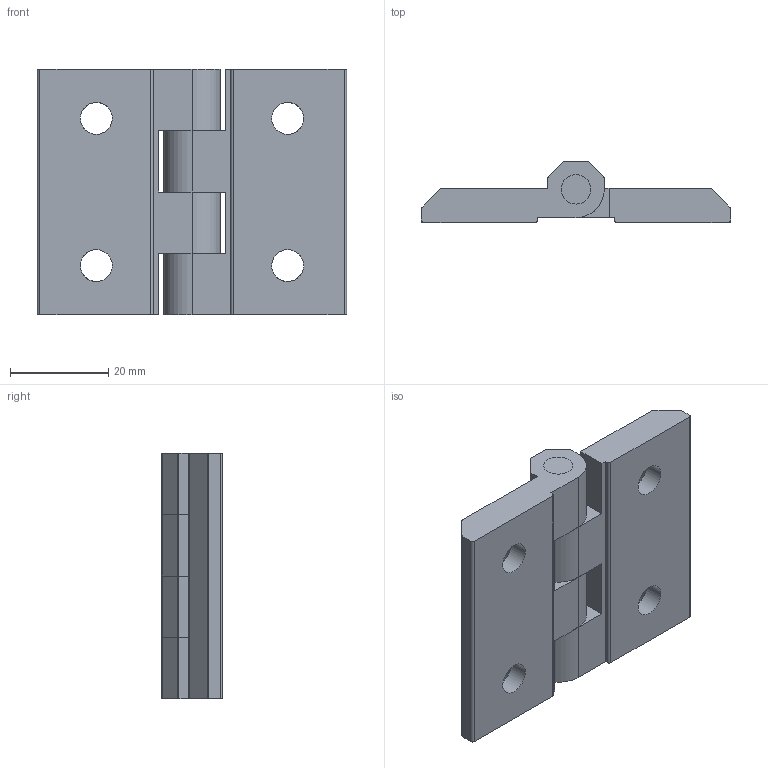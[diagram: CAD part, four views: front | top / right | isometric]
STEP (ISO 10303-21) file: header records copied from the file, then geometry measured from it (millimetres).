
FILE_DESCRIPTION (( 'STEP AP214' ), '1' );
FILE_NAME ('3535大合页.STEP', '2019-07-26T00:45:01', ( '微软用户' ), ( '微软中国' ), 'SwSTEP 2.0', 'SolidWorks 2015', '' );
FILE_SCHEMA (( 'AUTOMOTIVE_DESIGN' ));
Length unit declared in the file: millimetre
Products named in the file (4): O6; 3535_BIG; 3535湮磁珜
Assembly tree (3 placements, depth 2):
  3535湮磁珜
    3535_BIG
    3535_BIG
    O6
Bounding box: 63 x 12.5 x 50 mm (x, y, z)
Volume: 20977.2 mm3; surface area: 11094.1 mm2
Topology: 3 solids, 3 shells, 256 faces, 723 edges, 482 vertices
Faces by surface type: plane 174, bspline 46, cylinder 28, cone 8
Entity records: 9281 total; most frequent: CARTESIAN_POINT 2843, ORIENTED_EDGE 1446, DIRECTION 1093, EDGE_CURVE 723, VECTOR 501, LINE 501, VERTEX_POINT 482, AXIS2_PLACEMENT_3D 296
